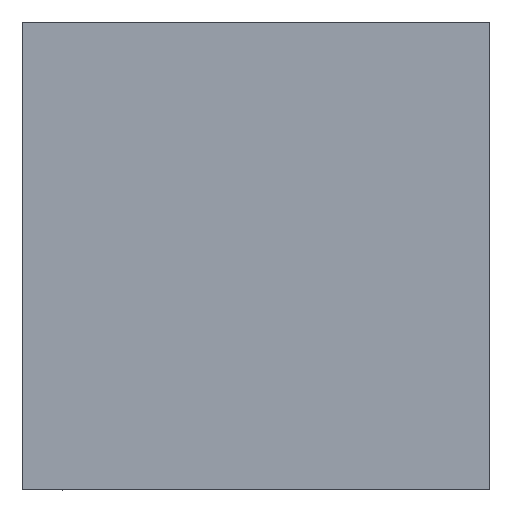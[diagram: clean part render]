
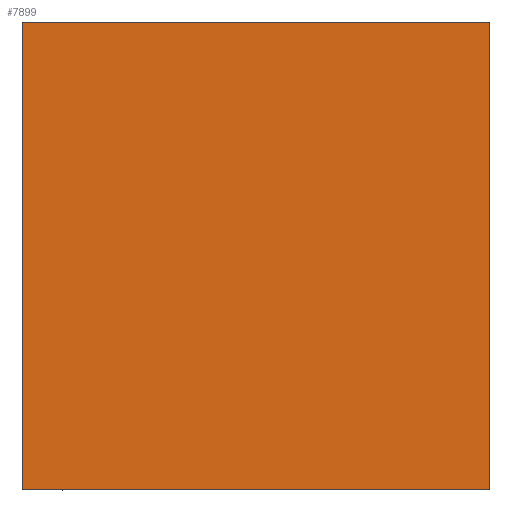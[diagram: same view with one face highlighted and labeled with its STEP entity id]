
A CAD part, front view. The second image highlights one B-rep face of the part: STEP entity #7899.
In plain terms, the highlighted planar face has unit normal (0, -1, 0).
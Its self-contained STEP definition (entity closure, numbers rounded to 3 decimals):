
#1146=ORIENTED_EDGE('',*,*,#3078,.F.);
#1147=ORIENTED_EDGE('',*,*,#3079,.F.);
#1148=ORIENTED_EDGE('',*,*,#3080,.F.);
#1149=ORIENTED_EDGE('',*,*,#3081,.F.);
#3078=EDGE_CURVE('',#4086,#4087,#4954,.T.);
#3079=EDGE_CURVE('',#4088,#4086,#4955,.T.);
#3080=EDGE_CURVE('',#4089,#4088,#4956,.T.);
#3081=EDGE_CURVE('',#4087,#4089,#4957,.T.);
#4086=VERTEX_POINT('',#13612);
#4087=VERTEX_POINT('',#13613);
#4088=VERTEX_POINT('',#13615);
#4089=VERTEX_POINT('',#13617);
#4954=LINE('',#13611,#5966);
#4955=LINE('',#13614,#5967);
#4956=LINE('',#13616,#5968);
#4957=LINE('',#13618,#5969);
#5966=VECTOR('',#11355,1000.);
#5967=VECTOR('',#11356,1000.);
#5968=VECTOR('',#11357,1000.);
#5969=VECTOR('',#11358,1000.);
#6717=EDGE_LOOP('',(#1146,#1147,#1148,#1149));
#7139=FACE_BOUND('',#6717,.T.);
#7528=PLANE('',#10124);
#7899=ADVANCED_FACE('',(#7139),#7528,.F.);
#10124=AXIS2_PLACEMENT_3D('',#13610,#11353,#11354);
#11353=DIRECTION('',(0.,1.,0.));
#11354=DIRECTION('',(0.,0.,1.));
#11355=DIRECTION('',(0.,0.,-1.));
#11356=DIRECTION('',(1.,0.,0.));
#11357=DIRECTION('',(0.,0.,1.));
#11358=DIRECTION('',(-1.,0.,0.));
#13610=CARTESIAN_POINT('',(0.,0.,0.));
#13611=CARTESIAN_POINT('',(1.5,0.,1.5));
#13612=CARTESIAN_POINT('',(1.5,0.,1.5));
#13613=CARTESIAN_POINT('',(1.5,0.,-1.5));
#13614=CARTESIAN_POINT('',(-1.5,0.,1.5));
#13615=CARTESIAN_POINT('',(-1.5,0.,1.5));
#13616=CARTESIAN_POINT('',(-1.5,0.,-1.5));
#13617=CARTESIAN_POINT('',(-1.5,0.,-1.5));
#13618=CARTESIAN_POINT('',(1.5,0.,-1.5));
